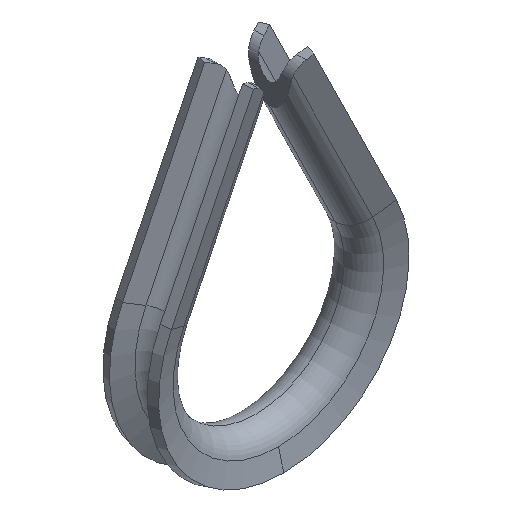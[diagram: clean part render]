
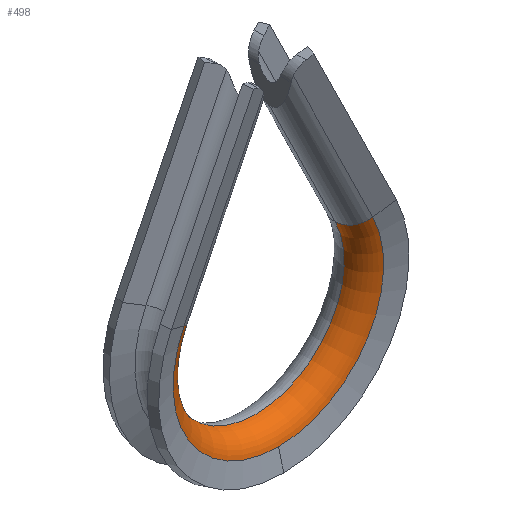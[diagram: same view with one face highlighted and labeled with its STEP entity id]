
A CAD part, isometric view. The second image highlights one B-rep face of the part: STEP entity #498.
In plain terms, the highlighted toroidal (fillet/blend) face has major radius 12 mm and minor radius 2.5 mm.
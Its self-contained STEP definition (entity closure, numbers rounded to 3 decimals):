
#4 = DIRECTION ( 'NONE',  ( 0.897, 0., 0.441 ) ) ;
#14 = CIRCLE ( 'NONE', #664, 2.5 ) ;
#58 = DIRECTION ( 'NONE',  ( -0.897, 0., 0.441 ) ) ;
#62 = ORIENTED_EDGE ( 'NONE', *, *, #807, .F. ) ;
#124 = EDGE_CURVE ( 'NONE', #980, #1041, #1090, .T. ) ;
#126 = CARTESIAN_POINT ( 'NONE',  ( 10.179, -2.412, -14.496 ) ) ;
#143 = CARTESIAN_POINT ( 'NONE',  ( -10.179, -2.412, -14.496 ) ) ;
#187 = CIRCLE ( 'NONE', #1088, 2.5 ) ;
#197 = EDGE_CURVE ( 'NONE', #688, #450, #911, .T. ) ;
#216 = AXIS2_PLACEMENT_3D ( 'NONE', #990, #869, #4 ) ;
#220 = DIRECTION ( 'NONE',  ( 0., 1., 0. ) ) ;
#278 = CARTESIAN_POINT ( 'NONE',  ( -8.526, 0., -15.309 ) ) ;
#306 = AXIS2_PLACEMENT_3D ( 'NONE', #722, #220, #920 ) ;
#368 = AXIS2_PLACEMENT_3D ( 'NONE', #690, #1173, #393 ) ;
#370 = CARTESIAN_POINT ( 'NONE',  ( 8.526, 0., -15.309 ) ) ;
#393 = DIRECTION ( 'NONE',  ( 0.897, 0., 0.441 ) ) ;
#407 = ORIENTED_EDGE ( 'NONE', *, *, #699, .F. ) ;
#450 = VERTEX_POINT ( 'NONE', #143 ) ;
#477 = DIRECTION ( 'NONE',  ( 0., 1., 0. ) ) ;
#498 = ADVANCED_FACE ( 'NONE', ( #820 ), #934, .T. ) ;
#514 = CIRCLE ( 'NONE', #216, 11.343 ) ;
#521 = AXIS2_PLACEMENT_3D ( 'NONE', #674, #477, #1083 ) ;
#533 = CARTESIAN_POINT ( 'NONE',  ( -10.769, 0., -14.206 ) ) ;
#633 = ORIENTED_EDGE ( 'NONE', *, *, #124, .T. ) ;
#664 = AXIS2_PLACEMENT_3D ( 'NONE', #533, #931, #58 ) ;
#674 = CARTESIAN_POINT ( 'NONE',  ( 0., 0., -19.5 ) ) ;
#688 = VERTEX_POINT ( 'NONE', #960 ) ;
#690 = CARTESIAN_POINT ( 'NONE',  ( 0., -2.412, -19.5 ) ) ;
#699 = EDGE_CURVE ( 'NONE', #980, #910, #187, .T. ) ;
#722 = CARTESIAN_POINT ( 'NONE',  ( 0., 0., -19.5 ) ) ;
#807 = EDGE_CURVE ( 'NONE', #910, #688, #514, .T. ) ;
#820 = FACE_OUTER_BOUND ( 'NONE', #914, .T. ) ;
#840 = CARTESIAN_POINT ( 'NONE',  ( 10.769, 0., -14.206 ) ) ;
#869 = DIRECTION ( 'NONE',  ( 0., 1., 0. ) ) ;
#910 = VERTEX_POINT ( 'NONE', #126 ) ;
#911 = CIRCLE ( 'NONE', #368, 11.343 ) ;
#914 = EDGE_LOOP ( 'NONE', ( #407, #633, #1188, #1251, #62 ) ) ;
#920 = DIRECTION ( 'NONE',  ( 0., 0., 1. ) ) ;
#931 = DIRECTION ( 'NONE',  ( -0.441, 0., -0.897 ) ) ;
#934 = TOROIDAL_SURFACE ( 'NONE', #306, 12., 2.5 ) ;
#960 = CARTESIAN_POINT ( 'NONE',  ( 0., -2.412, -30.843 ) ) ;
#980 = VERTEX_POINT ( 'NONE', #370 ) ;
#990 = CARTESIAN_POINT ( 'NONE',  ( 0., -2.412, -19.5 ) ) ;
#1041 = VERTEX_POINT ( 'NONE', #278 ) ;
#1083 = DIRECTION ( 'NONE',  ( 0., 0., 1. ) ) ;
#1088 = AXIS2_PLACEMENT_3D ( 'NONE', #840, #1258, #1185 ) ;
#1090 = CIRCLE ( 'NONE', #521, 9.5 ) ;
#1173 = DIRECTION ( 'NONE',  ( 0., 1., 0. ) ) ;
#1185 = DIRECTION ( 'NONE',  ( 0.897, 0., 0.441 ) ) ;
#1188 = ORIENTED_EDGE ( 'NONE', *, *, #1197, .T. ) ;
#1197 = EDGE_CURVE ( 'NONE', #1041, #450, #14, .T. ) ;
#1251 = ORIENTED_EDGE ( 'NONE', *, *, #197, .F. ) ;
#1258 = DIRECTION ( 'NONE',  ( -0.441, 0., 0.897 ) ) ;
